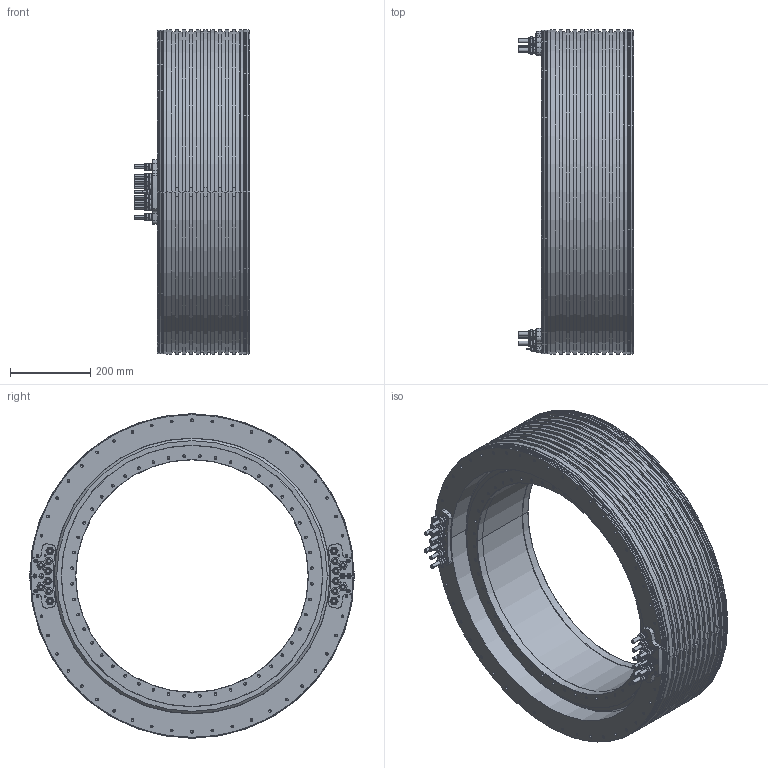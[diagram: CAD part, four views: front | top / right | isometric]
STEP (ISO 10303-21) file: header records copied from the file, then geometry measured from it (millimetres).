
FILE_DESCRIPTION((''),'2;1');
FILE_NAME('MOTEUR_TMK0761-150-3UXN_ASM','2012-12-14T',('CH52035'),(''),'PRO/ENGINEER BY PARAMETRIC TECHNOLOGY CORPORATION, 2011410','PRO/ENGINEER BY PARAMETRIC TECHNOLOGY CORPORATION, 2011410','');
FILE_SCHEMA(('CONFIG_CONTROL_DESIGN','SHAPE_APPEARANCE_LAYERS_GROUPS'));
Length unit declared in the file: millimetre
Products named in the file (3): STATOR_TMK0761-150-3UXN; ROTOR_TMK0761-150; MOTEUR_TMK0761-150-3UXN_ASM
Assembly tree (2 placements, depth 2):
  MOTEUR_TMK0761-150-3UXN_ASM
    STATOR_TMK0761-150-3UXN
    ROTOR_TMK0761-150
Bounding box: 287.2 x 810 x 810 mm (x, y, z)
Volume: 50883582.1 mm3; surface area: 2830358.8 mm2
Topology: 2 solids, 52 shells, 2506 faces, 6049 edges, 3572 vertices
Faces by surface type: plane 946, cylinder 942, cone 530, torus 84, sphere 4
Entity records: 71787 total; most frequent: DIRECTION 13297, CARTESIAN_POINT 11839, ORIENTED_EDGE 11274, EDGE_CURVE 5637, AXIS2_PLACEMENT_3D 5173, VERTEX_POINT 3564, VECTOR 2951, LINE 2951
